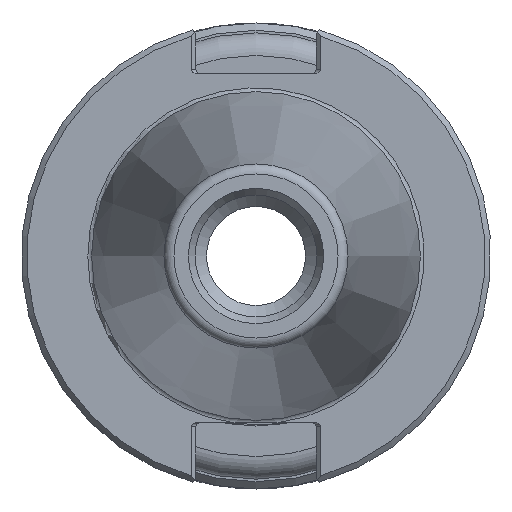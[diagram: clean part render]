
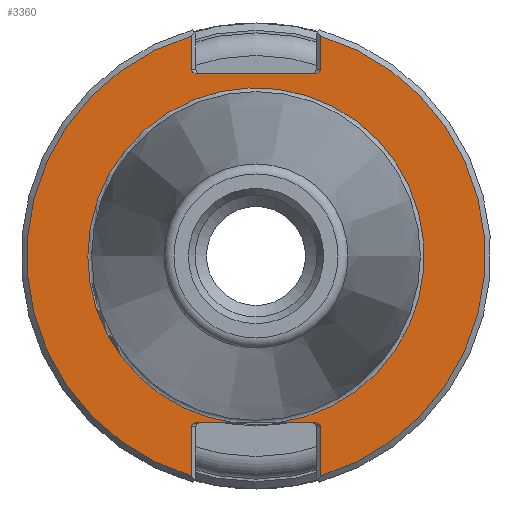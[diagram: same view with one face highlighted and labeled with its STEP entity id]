
A CAD part, left-side view. The second image highlights one B-rep face of the part: STEP entity #3360.
In plain terms, the highlighted planar face has unit normal (-1, 0, 0).
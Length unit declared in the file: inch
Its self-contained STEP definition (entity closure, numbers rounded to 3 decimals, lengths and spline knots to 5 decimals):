
#2418=CARTESIAN_POINT('',(0.125,0.345,0.992));
#2419=VERTEX_POINT('',#2418);
#2426=CARTESIAN_POINT('',(0.125,0.31672,0.972));
#2427=VERTEX_POINT('',#2426);
#2428=CARTESIAN_POINT('',(0.125,0.31672,0.992));
#2429=DIRECTION('',(-1.0,0.0,0.0));
#2430=DIRECTION('',(0.0,1.0,0.0));
#2431=AXIS2_PLACEMENT_3D('',#2428,#2429,#2430);
#2432=ELLIPSE('',#2431,0.02828,0.02);
#2433=EDGE_CURVE('',#2419,#2427,#2432,.T.);
#2518=CARTESIAN_POINT('',(0.125,0.345,1.1702));
#2519=VERTEX_POINT('',#2518);
#2526=CARTESIAN_POINT('',(0.125,0.345,1.1702));
#2527=DIRECTION('',(0.0,0.0,-1.0));
#2528=VECTOR('',#2527,0.1782);
#2529=LINE('',#2526,#2528);
#2530=EDGE_CURVE('',#2519,#2419,#2529,.T.);
#2630=CARTESIAN_POINT('',(0.125,-0.31672,0.972));
#2631=VERTEX_POINT('',#2630);
#2638=CARTESIAN_POINT('',(0.125,-0.345,0.992));
#2639=VERTEX_POINT('',#2638);
#2640=CARTESIAN_POINT('',(0.125,-0.31672,0.992));
#2641=DIRECTION('',(-1.0,0.0,0.0));
#2642=DIRECTION('',(0.0,-1.0,0.0));
#2643=AXIS2_PLACEMENT_3D('',#2640,#2641,#2642);
#2644=ELLIPSE('',#2643,0.02828,0.02);
#2645=EDGE_CURVE('',#2631,#2639,#2644,.T.);
#2695=CARTESIAN_POINT('',(0.125,-0.345,1.1702));
#2696=VERTEX_POINT('',#2695);
#2697=CARTESIAN_POINT('',(0.125,-0.345,0.992));
#2698=DIRECTION('',(0.0,0.0,1.0));
#2699=VECTOR('',#2698,0.1782);
#2700=LINE('',#2697,#2699);
#2701=EDGE_CURVE('',#2639,#2696,#2700,.T.);
#2719=CARTESIAN_POINT('',(0.125,-0.345,-0.908));
#2720=VERTEX_POINT('',#2719);
#2721=CARTESIAN_POINT('',(0.125,-0.31672,-0.888));
#2722=VERTEX_POINT('',#2721);
#2723=CARTESIAN_POINT('',(0.125,-0.31672,-0.908));
#2724=DIRECTION('',(-1.0,0.0,0.0));
#2725=DIRECTION('',(0.0,-1.0,0.0));
#2726=AXIS2_PLACEMENT_3D('',#2723,#2724,#2725);
#2727=ELLIPSE('',#2726,0.02828,0.02);
#2728=EDGE_CURVE('',#2720,#2722,#2727,.T.);
#2826=CARTESIAN_POINT('',(0.125,-0.345,-1.1702));
#2827=VERTEX_POINT('',#2826);
#2834=CARTESIAN_POINT('',(0.125,-0.345,-1.1702));
#2835=DIRECTION('',(0.0,0.0,1.0));
#2836=VECTOR('',#2835,0.2622);
#2837=LINE('',#2834,#2836);
#2838=EDGE_CURVE('',#2827,#2720,#2837,.T.);
#2938=CARTESIAN_POINT('',(0.125,0.31672,-0.888));
#2939=VERTEX_POINT('',#2938);
#2946=CARTESIAN_POINT('',(0.125,0.345,-0.908));
#2947=VERTEX_POINT('',#2946);
#2948=CARTESIAN_POINT('',(0.125,0.31672,-0.908));
#2949=DIRECTION('',(-1.0,0.0,0.0));
#2950=DIRECTION('',(0.0,1.0,0.0));
#2951=AXIS2_PLACEMENT_3D('',#2948,#2949,#2950);
#2952=ELLIPSE('',#2951,0.02828,0.02);
#2953=EDGE_CURVE('',#2939,#2947,#2952,.T.);
#3003=CARTESIAN_POINT('',(0.125,0.345,-1.1702));
#3004=VERTEX_POINT('',#3003);
#3005=CARTESIAN_POINT('',(0.125,0.345,-0.908));
#3006=DIRECTION('',(0.0,0.0,-1.0));
#3007=VECTOR('',#3006,0.2622);
#3008=LINE('',#3005,#3007);
#3009=EDGE_CURVE('',#2947,#3004,#3008,.T.);
#3076=CARTESIAN_POINT('',(0.125,0.31672,0.972));
#3077=DIRECTION('',(0.0,-1.0,0.0));
#3078=VECTOR('',#3077,0.63343);
#3079=LINE('',#3076,#3078);
#3080=EDGE_CURVE('',#2427,#2631,#3079,.T.);
#3278=CARTESIAN_POINT('',(0.125,-0.11172,-0.888));
#3279=VERTEX_POINT('',#3278);
#3280=CARTESIAN_POINT('',(0.125,0.11172,-0.888));
#3281=VERTEX_POINT('',#3280);
#3296=CARTESIAN_POINT('',(0.125,0.,0.0));
#3297=DIRECTION('',(-1.0,0.0,0.0));
#3298=DIRECTION('',(0.0,-1.0,0.0));
#3299=AXIS2_PLACEMENT_3D('',#3296,#3297,#3298);
#3300=CIRCLE('',#3299,0.895);
#3301=EDGE_CURVE('',#3279,#3281,#3300,.T.);
#3317=CARTESIAN_POINT('',(0.125,1.0625,0.0));
#3318=DIRECTION('',(-1.0,0.0,0.0));
#3319=DIRECTION('',(0.0,0.0,1.0));
#3320=AXIS2_PLACEMENT_3D('',#3317,#3318,#3319);
#3321=PLANE('',#3320);
#3322=ORIENTED_EDGE('',*,*,#3301,.F.);
#3323=CARTESIAN_POINT('',(0.125,-0.31672,-0.888));
#3324=DIRECTION('',(0.0,1.0,0.0));
#3325=VECTOR('',#3324,0.205);
#3326=LINE('',#3323,#3325);
#3327=EDGE_CURVE('',#2722,#3279,#3326,.T.);
#3328=ORIENTED_EDGE('',*,*,#3327,.F.);
#3329=ORIENTED_EDGE('',*,*,#2728,.F.);
#3330=ORIENTED_EDGE('',*,*,#2838,.F.);
#3331=CARTESIAN_POINT('',(0.125,0.,0.0));
#3332=DIRECTION('',(1.0,0.0,0.0));
#3333=DIRECTION('',(0.0,-1.0,0.0));
#3334=AXIS2_PLACEMENT_3D('',#3331,#3332,#3333);
#3335=CIRCLE('',#3334,1.22);
#3336=EDGE_CURVE('',#2696,#2827,#3335,.T.);
#3337=ORIENTED_EDGE('',*,*,#3336,.F.);
#3338=ORIENTED_EDGE('',*,*,#2701,.F.);
#3339=ORIENTED_EDGE('',*,*,#2645,.F.);
#3340=ORIENTED_EDGE('',*,*,#3080,.F.);
#3341=ORIENTED_EDGE('',*,*,#2433,.F.);
#3342=ORIENTED_EDGE('',*,*,#2530,.F.);
#3343=CARTESIAN_POINT('',(0.125,0.,0.0));
#3344=DIRECTION('',(1.0,0.0,0.0));
#3345=DIRECTION('',(0.0,1.0,0.0));
#3346=AXIS2_PLACEMENT_3D('',#3343,#3344,#3345);
#3347=CIRCLE('',#3346,1.22);
#3348=EDGE_CURVE('',#3004,#2519,#3347,.T.);
#3349=ORIENTED_EDGE('',*,*,#3348,.F.);
#3350=ORIENTED_EDGE('',*,*,#3009,.F.);
#3351=ORIENTED_EDGE('',*,*,#2953,.F.);
#3352=CARTESIAN_POINT('',(0.125,0.11172,-0.888));
#3353=DIRECTION('',(0.0,1.0,0.0));
#3354=VECTOR('',#3353,0.205);
#3355=LINE('',#3352,#3354);
#3356=EDGE_CURVE('',#3281,#2939,#3355,.T.);
#3357=ORIENTED_EDGE('',*,*,#3356,.F.);
#3358=EDGE_LOOP('',(#3322,#3328,#3329,#3330,#3337,#3338,#3339,#3340,#3341,#3342,#3349,#3350,#3351,#3357));
#3359=FACE_OUTER_BOUND('',#3358,.T.);
#3360=ADVANCED_FACE('',(#3359),#3321,.T.);
